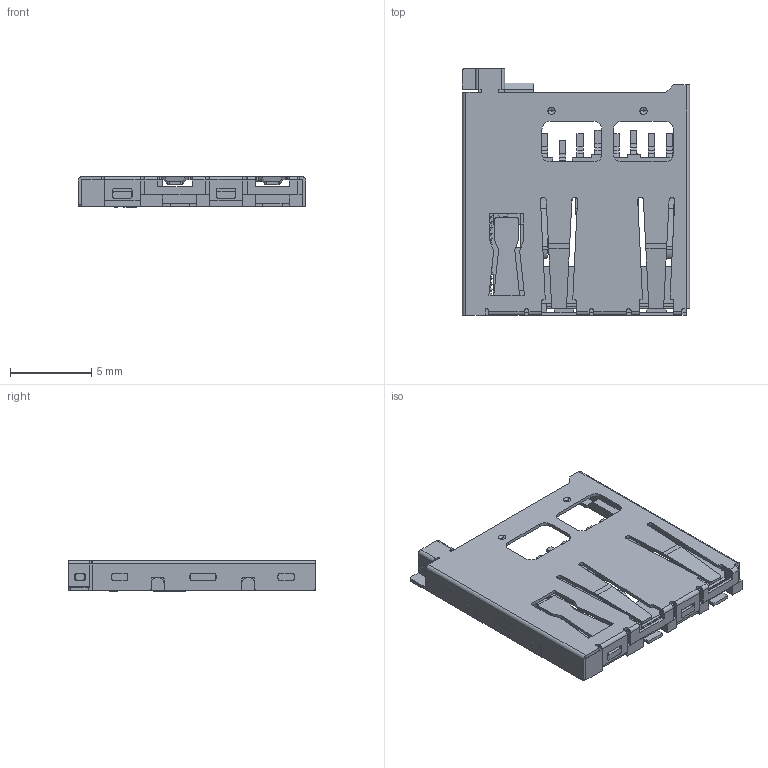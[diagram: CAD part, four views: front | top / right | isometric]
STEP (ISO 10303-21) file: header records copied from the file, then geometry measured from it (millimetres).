
FILE_DESCRIPTION (( 'STEP AP214' ), '1' );
FILE_NAME ('User Library-693071010811.STEP', '2015-10-13T10:00:05', ( 'Windows User' ), ( '' ), 'SwSTEP 2.0', 'SolidWorks 2015', '' );
FILE_SCHEMA (( 'AUTOMOTIVE_DESIGN' ));
Length unit declared in the file: millimetre
Products named in the file (9): User Library-693071010811_693071010811_CACHE; User Library-693071010811_693071010811_RESSORT; User Library-693071010811_693071010811_AGRAPHE; User Library-693071010811_693071010811_CONTACT; User Library-693071010811_693071010811_COULISSEAU; User Library-693071010811_693071010811; User Library-693071010811; User Library-693071010811_693071010811_MASSE; User Library-693071010811_693071010811_LAME
Assembly tree (15 placements, depth 2):
  User Library-693071010811
    User Library-693071010811_693071010811
    User Library-693071010811_693071010811_COULISSEAU
    User Library-693071010811_693071010811_CONTACT  x8
    User Library-693071010811_693071010811_AGRAPHE
    User Library-693071010811_693071010811_RESSORT
    User Library-693071010811_693071010811_CACHE
    User Library-693071010811_693071010811_LAME
    User Library-693071010811_693071010811_MASSE
Bounding box: 14 x 15.2 x 1.9 mm (x, y, z)
Volume: 89.9 mm3; surface area: 1141.7 mm2
Topology: 14 solids, 15 shells, 993 faces, 2801 edges, 1837 vertices
Faces by surface type: plane 653, cylinder 310, bspline 26, torus 4
Entity records: 38909 total; most frequent: CARTESIAN_POINT 9938, ORIENTED_EDGE 4366, DIRECTION 4045, EDGE_CURVE 2185, LINE 1745, VECTOR 1745, VERTEX_POINT 1445, AXIS2_PLACEMENT_3D 1150
